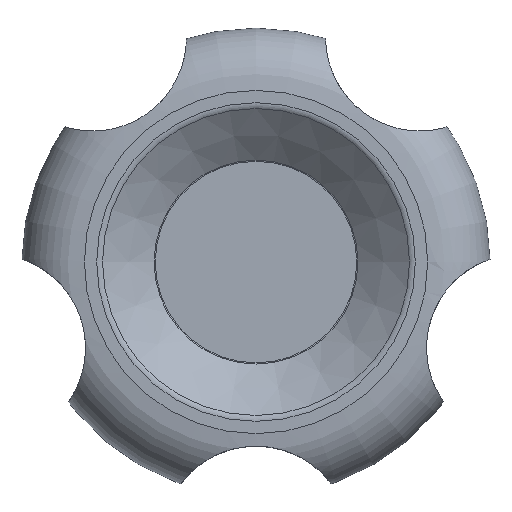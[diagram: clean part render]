
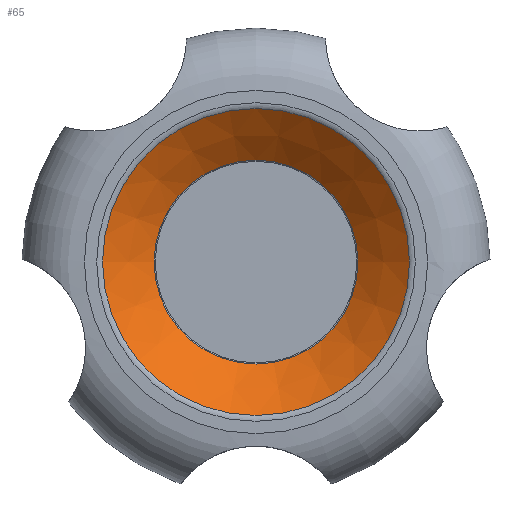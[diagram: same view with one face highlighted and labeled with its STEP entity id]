
A CAD part, top view. The second image highlights one B-rep face of the part: STEP entity #65.
In plain terms, the highlighted conical face has half-angle 51.34 degrees and reference radius 25 mm.
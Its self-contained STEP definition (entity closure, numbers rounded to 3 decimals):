
#65 = ADVANCED_FACE( '', ( #142, #143 ), #144, .F. );
#142 = FACE_BOUND( '', #240, .T. );
#143 = FACE_OUTER_BOUND( '', #241, .T. );
#144 = CONICAL_SURFACE( '', #242, 25., 0.896 );
#240 = EDGE_LOOP( '', ( #350 ) );
#241 = EDGE_LOOP( '', ( #351 ) );
#242 = AXIS2_PLACEMENT_3D( '', #352, #353, #354 );
#350 = ORIENTED_EDGE( '', *, *, #459, .T. );
#351 = ORIENTED_EDGE( '', *, *, #460, .T. );
#352 = CARTESIAN_POINT( '', ( 0., 0., 28. ) );
#353 = DIRECTION( '', ( 0., 0., 1. ) );
#354 = DIRECTION( '', ( 1., 0., 0. ) );
#459 = EDGE_CURVE( '', #518, #518, #519, .F. );
#460 = EDGE_CURVE( '', #520, #520, #521, .F. );
#518 = VERTEX_POINT( '', #902 );
#519 = CIRCLE( '', #903, 16.332 );
#520 = VERTEX_POINT( '', #904 );
#521 = CIRCLE( '', #905, 24.589 );
#902 = CARTESIAN_POINT( '', ( 16.332, 0., 21.066 ) );
#903 = AXIS2_PLACEMENT_3D( '', #1173, #1174, #1175 );
#904 = CARTESIAN_POINT( '', ( -24.589, 0., 27.671 ) );
#905 = AXIS2_PLACEMENT_3D( '', #1176, #1177, #1178 );
#1173 = CARTESIAN_POINT( '', ( 0., 0., 21.066 ) );
#1174 = DIRECTION( '', ( 0., 0., 1. ) );
#1175 = DIRECTION( '', ( 1., 0., 0. ) );
#1176 = CARTESIAN_POINT( '', ( 0., 0., 27.671 ) );
#1177 = DIRECTION( '', ( 0., 0., -1. ) );
#1178 = DIRECTION( '', ( -1., 0., 0. ) );
